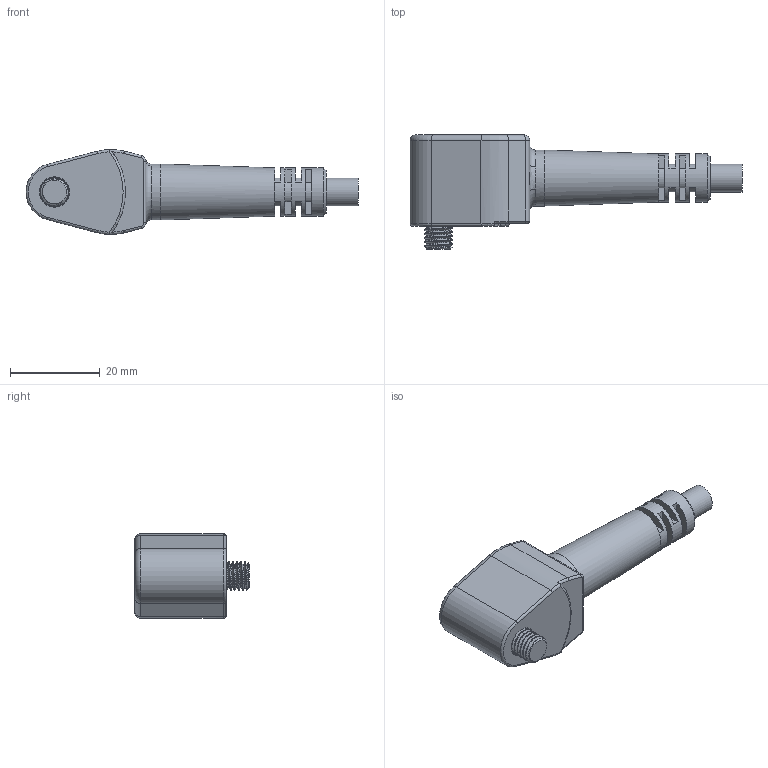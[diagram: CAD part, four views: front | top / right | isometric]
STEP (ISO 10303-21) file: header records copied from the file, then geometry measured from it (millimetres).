
FILE_DESCRIPTION(/* description */ (''),/* implementation_level */ '2;1');
FILE_NAME(/* name */ 'MASTER_TEARDROP_INTEGRAL_BLACK.stp',/* time_stamp */ '2017-04-26T11:49:57-04:00',/* author */ ('aneininger'),/* organization */ (''),/* preprocessor_version */ 'ST-DEVELOPER v16.5',/* originating_system */ 'Autodesk Inventor 2017',/* authorisation */ '');
FILE_SCHEMA (('AUTOMOTIVE_DESIGN { 1 0 10303 214 3 1 1 }'));
Length unit declared in the file: inch
Products named in the file (3): MASTER_TEARDROP_INTEGRAL_BLACK_STEP; MASTER_TEARDROP_INTEGRAL_BLACK; ACP32143
Assembly tree (2 placements, depth 2):
  MASTER_TEARDROP_INTEGRAL_BLACK_STEP
    MASTER_TEARDROP_INTEGRAL_BLACK
    ACP32143
Bounding box: 73.86 x 25.4 x 18.88 mm (x, y, z)
Volume: 11973.5 mm3; surface area: 5330.2 mm2
Topology: 2 solids, 2 shells, 125 faces, 292 edges, 179 vertices
Faces by surface type: plane 57, cylinder 39, torus 17, bspline 7, cone 3, sphere 2
Full cylindrical faces by diameter (mm): 4.953 x1, 5.359 x1, 6.223 x1, 6.756 x1, 9.525 x1, 10.16 x1, 10.75 x1, 12.446 x1
Entity records: 7541 total; most frequent: CARTESIAN_POINT 4547, DIRECTION 609, ORIENTED_EDGE 534, EDGE_CURVE 267, AXIS2_PLACEMENT_3D 243, VERTEX_POINT 172, EDGE_LOOP 153, STYLED_ITEM 127
